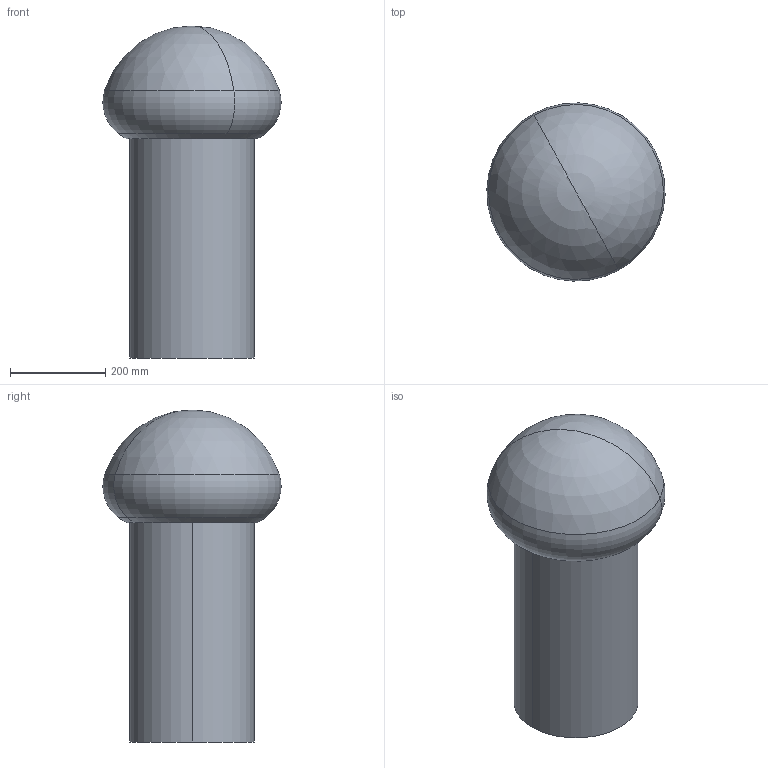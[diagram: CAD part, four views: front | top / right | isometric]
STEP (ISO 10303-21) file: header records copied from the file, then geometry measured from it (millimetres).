
FILE_DESCRIPTION(('FreeCAD Model'),'2;1');
FILE_NAME('Open CASCADE Shape Model','2024-04-29T16:20:10',('Author'),( ''),'Open CASCADE STEP processor 7.6','FreeCAD','Unknown');
FILE_SCHEMA(('AUTOMOTIVE_DESIGN { 1 0 10303 214 1 1 1 1 }'));
Length unit declared in the file: millimetre
Products named in the file (3): Unnamed; 20230322_baumkrone; 20231116_Stepper_d_262
Assembly tree (2 placements, depth 2):
  Unnamed
    20230322_baumkrone
    20231116_Stepper_d_262
Bounding box: 374.75 x 374.75 x 698.03 mm (x, y, z)
Volume: 42573146.1 mm3; surface area: 950448 mm2
Topology: 2 solids, 2 shells, 25 faces, 50 edges, 29 vertices
Faces by surface type: cylinder 8, torus 6, plane 5, sphere 4, cone 2
Entity records: 723 total; most frequent: DIRECTION 142, CARTESIAN_POINT 105, ORIENTED_EDGE 96, AXIS2_PLACEMENT_3D 66, EDGE_CURVE 48, CIRCLE 38, VERTEX_POINT 29, FACE_BOUND 27
